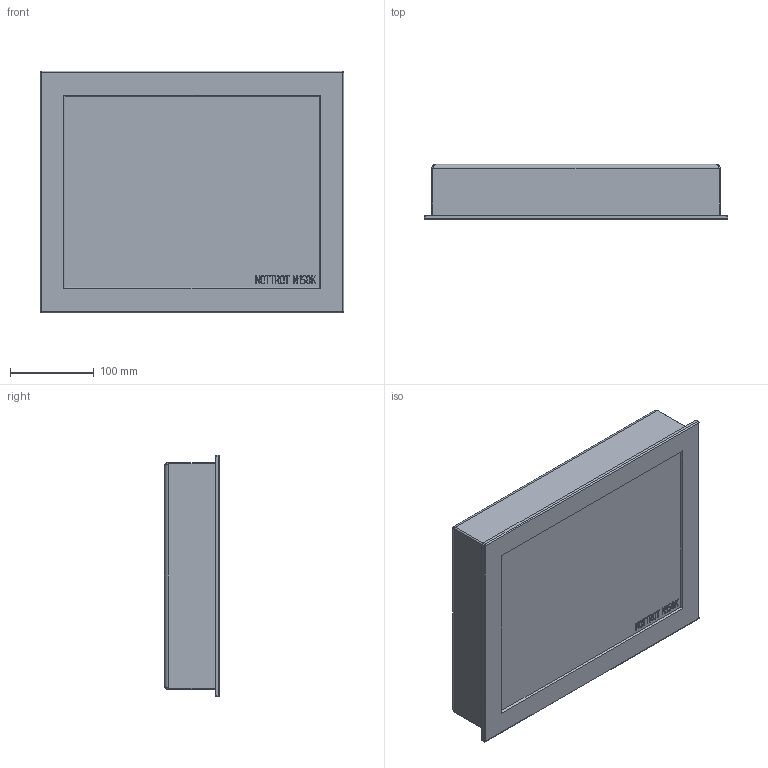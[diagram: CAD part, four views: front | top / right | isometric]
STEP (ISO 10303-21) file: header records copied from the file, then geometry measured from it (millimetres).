
FILE_DESCRIPTION( ( 'Unknown' ), '1' );
FILE_NAME( 'N150K.stp', 'Unknown', ( 'Unknown' ), ( 'Unknown' ), 'PSStep 14.0', 'Unknown', ' ' );
FILE_SCHEMA( ( 'AUTOMOTIVE_DESIGN { 1 0 10303 214 1 1 1 1 }' ) );
Length unit declared in the file: millimetre
Products named in the file (1): 1
Bounding box: 363.1 x 66 x 289.1 mm (x, y, z)
Volume: 5592717.2 mm3; surface area: 294289.3 mm2
Topology: 1 solids, 1 shells, 150 faces, 374 edges, 236 vertices
Faces by surface type: plane 113, cylinder 17, extrusion 12, bspline 4, sphere 4
Entity records: 6511 total; most frequent: CARTESIAN_POINT 2132, ORIENTED_EDGE 720, DIRECTION 498, EDGE_CURVE 360, VERTEX_POINT 236, B_SPLINE_CURVE_WITH_KNOTS 190, EDGE_LOOP 174, AXIS2_PLACEMENT_3D 169
